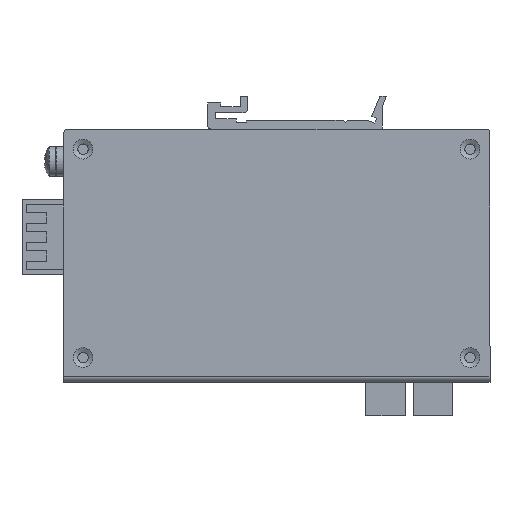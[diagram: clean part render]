
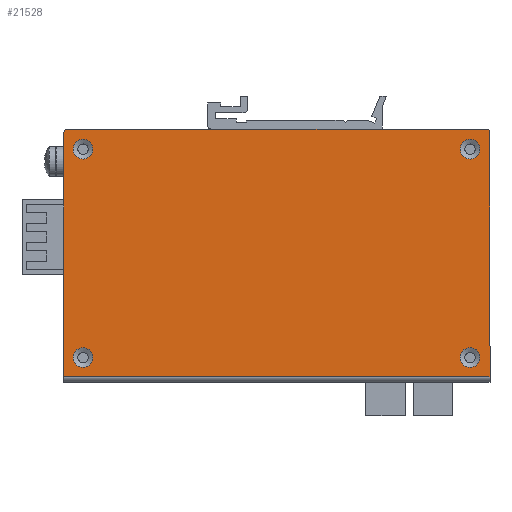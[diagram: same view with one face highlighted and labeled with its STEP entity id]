
A CAD part, left-side view. The second image highlights one B-rep face of the part: STEP entity #21528.
In plain terms, the highlighted planar face has unit normal (-1, 0, 0).
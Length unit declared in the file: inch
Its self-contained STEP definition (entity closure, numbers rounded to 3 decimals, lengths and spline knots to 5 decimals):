
#1049 = FACE_BOUND ( 'NONE', #34145, .T. ) ;
#1402 = EDGE_LOOP ( 'NONE', ( #4735 ) ) ;
#2555 = DIRECTION ( 'NONE',  ( 0., -1., 0. ) ) ;
#2628 = CIRCLE ( 'NONE', #42470, 0.10433 ) ;
#2761 = EDGE_CURVE ( 'NONE', #52079, #52079, #6587, .T. ) ;
#2894 = CARTESIAN_POINT ( 'NONE',  ( 1.92232, -5.90932, 3.75885 ) ) ;
#3285 = EDGE_CURVE ( 'NONE', #51426, #51426, #47268, .T. ) ;
#3656 = DIRECTION ( 'NONE',  ( -1., 0., 0. ) ) ;
#3745 = DIRECTION ( 'NONE',  ( 0., -1., 0. ) ) ;
#4218 = AXIS2_PLACEMENT_3D ( 'NONE', #28646, #3656, #44480 ) ;
#4481 = ORIENTED_EDGE ( 'NONE', *, *, #31279, .T. ) ;
#4623 = LINE ( 'NONE', #49068, #42302 ) ;
#4704 = DIRECTION ( 'NONE',  ( 0., 0., 1. ) ) ;
#4735 = ORIENTED_EDGE ( 'NONE', *, *, #3285, .T. ) ;
#6153 = CARTESIAN_POINT ( 'NONE',  ( 1.92232, -1.59436, 4.01869 ) ) ;
#6436 = ORIENTED_EDGE ( 'NONE', *, *, #29459, .F. ) ;
#6571 = CARTESIAN_POINT ( 'NONE',  ( 1.92232, -1.3916, 6.39664 ) ) ;
#6587 = CIRCLE ( 'NONE', #35368, 0.10433 ) ;
#7340 = CIRCLE ( 'NONE', #22401, 0.03937 ) ;
#8325 = ORIENTED_EDGE ( 'NONE', *, *, #45591, .T. ) ;
#8787 = FACE_BOUND ( 'NONE', #17557, .T. ) ;
#10253 = CARTESIAN_POINT ( 'NONE',  ( 1.92232, -1.59436, 3.91436 ) ) ;
#10403 = ORIENTED_EDGE ( 'NONE', *, *, #15262, .F. ) ;
#10654 = DIRECTION ( 'NONE',  ( 0., 0., -1. ) ) ;
#12121 = EDGE_LOOP ( 'NONE', ( #49725 ) ) ;
#12632 = CIRCLE ( 'NONE', #4218, 0.03937 ) ;
#15219 = CARTESIAN_POINT ( 'NONE',  ( 1.92232, -3.64554, 6.43601 ) ) ;
#15262 = EDGE_CURVE ( 'NONE', #52959, #19090, #7340, .T. ) ;
#15798 = AXIS2_PLACEMENT_3D ( 'NONE', #27457, #32030, #52500 ) ;
#16831 = ORIENTED_EDGE ( 'NONE', *, *, #49880, .T. ) ;
#17176 = CARTESIAN_POINT ( 'NONE',  ( 1.92232, -5.68884, 6.22341 ) ) ;
#17557 = EDGE_LOOP ( 'NONE', ( #16831 ) ) ;
#17760 = VECTOR ( 'NONE', #53592, 39.37008 ) ;
#17981 = DIRECTION ( 'NONE',  ( 1., 0., 0. ) ) ;
#19090 = VERTEX_POINT ( 'NONE', #31524 ) ;
#20792 = VECTOR ( 'NONE', #4704, 39.37008 ) ;
#21528 = ADVANCED_FACE ( 'NONE', ( #53553, #8787, #50331, #23794, #1049 ), #47987, .T. ) ;
#22159 = LINE ( 'NONE', #29516, #20792 ) ;
#22401 = AXIS2_PLACEMENT_3D ( 'NONE', #45800, #32988, #49978 ) ;
#23649 = CARTESIAN_POINT ( 'NONE',  ( 1.92232, -1.59436, 6.22341 ) ) ;
#23794 = FACE_BOUND ( 'NONE', #12121, .T. ) ;
#26843 = AXIS2_PLACEMENT_3D ( 'NONE', #2894, #48733, #10654 ) ;
#27123 = CARTESIAN_POINT ( 'NONE',  ( 1.92232, -5.8601, 6.43601 ) ) ;
#27457 = CARTESIAN_POINT ( 'NONE',  ( 1.92232, -5.68884, 4.01869 ) ) ;
#27855 = CARTESIAN_POINT ( 'NONE',  ( 1.92232, -1.59436, 6.11908 ) ) ;
#28229 = CARTESIAN_POINT ( 'NONE',  ( 1.92232, -5.89947, 5.12696 ) ) ;
#28646 = CARTESIAN_POINT ( 'NONE',  ( 1.92232, -5.8601, 6.39664 ) ) ;
#29459 = EDGE_CURVE ( 'NONE', #19090, #43197, #34496, .T. ) ;
#29516 = CARTESIAN_POINT ( 'NONE',  ( 1.92232, -1.3916, 5.12696 ) ) ;
#31279 = EDGE_CURVE ( 'NONE', #51578, #43197, #12632, .T. ) ;
#31524 = CARTESIAN_POINT ( 'NONE',  ( 1.92232, -1.43097, 6.43601 ) ) ;
#31971 = DIRECTION ( 'NONE',  ( 1., 0., 0. ) ) ;
#32030 = DIRECTION ( 'NONE',  ( 1., 0., 0. ) ) ;
#32518 = VECTOR ( 'NONE', #2555, 39.37008 ) ;
#32880 = DIRECTION ( 'NONE',  ( 0., 0., -1. ) ) ;
#32988 = DIRECTION ( 'NONE',  ( 1., 0., 0. ) ) ;
#34145 = EDGE_LOOP ( 'NONE', ( #8325 ) ) ;
#34291 = ORIENTED_EDGE ( 'NONE', *, *, #35699, .T. ) ;
#34496 = LINE ( 'NONE', #15219, #32518 ) ;
#34908 = EDGE_CURVE ( 'NONE', #52188, #51578, #43075, .T. ) ;
#35368 = AXIS2_PLACEMENT_3D ( 'NONE', #6153, #17981, #43213 ) ;
#35699 = EDGE_CURVE ( 'NONE', #50259, #52188, #4623, .T. ) ;
#37868 = ORIENTED_EDGE ( 'NONE', *, *, #44255, .F. ) ;
#40094 = AXIS2_PLACEMENT_3D ( 'NONE', #23649, #31971, #32880 ) ;
#41522 = DIRECTION ( 'NONE',  ( 1., 0., 0. ) ) ;
#41699 = DIRECTION ( 'NONE',  ( 0., 1., 0. ) ) ;
#42302 = VECTOR ( 'NONE', #3745, 39.37008 ) ;
#42338 = EDGE_LOOP ( 'NONE', ( #43299, #4481, #6436, #10403, #37868, #34291 ) ) ;
#42470 = AXIS2_PLACEMENT_3D ( 'NONE', #17176, #41522, #41699 ) ;
#42936 = CIRCLE ( 'NONE', #40094, 0.10433 ) ;
#43075 = LINE ( 'NONE', #28229, #17760 ) ;
#43197 = VERTEX_POINT ( 'NONE', #27123 ) ;
#43213 = DIRECTION ( 'NONE',  ( 0., 0., -1. ) ) ;
#43299 = ORIENTED_EDGE ( 'NONE', *, *, #34908, .T. ) ;
#44244 = VERTEX_POINT ( 'NONE', #27855 ) ;
#44255 = EDGE_CURVE ( 'NONE', #50259, #52959, #22159, .T. ) ;
#44480 = DIRECTION ( 'NONE',  ( 0., 0., 1. ) ) ;
#45591 = EDGE_CURVE ( 'NONE', #44244, #44244, #42936, .T. ) ;
#45800 = CARTESIAN_POINT ( 'NONE',  ( 1.92232, -1.43097, 6.39664 ) ) ;
#47268 = CIRCLE ( 'NONE', #15798, 0.10433 ) ;
#47987 = PLANE ( 'NONE',  #26843 ) ;
#48608 = CARTESIAN_POINT ( 'NONE',  ( 1.92232, -5.89947, 3.8179 ) ) ;
#48733 = DIRECTION ( 'NONE',  ( -1., 0., 0. ) ) ;
#49068 = CARTESIAN_POINT ( 'NONE',  ( 1.92232, -5.90932, 3.8179 ) ) ;
#49400 = VERTEX_POINT ( 'NONE', #53398 ) ;
#49725 = ORIENTED_EDGE ( 'NONE', *, *, #2761, .T. ) ;
#49880 = EDGE_CURVE ( 'NONE', #49400, #49400, #2628, .T. ) ;
#49978 = DIRECTION ( 'NONE',  ( 0., 0., 1. ) ) ;
#50259 = VERTEX_POINT ( 'NONE', #52684 ) ;
#50331 = FACE_BOUND ( 'NONE', #1402, .T. ) ;
#50884 = CARTESIAN_POINT ( 'NONE',  ( 1.92232, -5.68884, 3.91436 ) ) ;
#51426 = VERTEX_POINT ( 'NONE', #50884 ) ;
#51578 = VERTEX_POINT ( 'NONE', #53717 ) ;
#52079 = VERTEX_POINT ( 'NONE', #10253 ) ;
#52188 = VERTEX_POINT ( 'NONE', #48608 ) ;
#52500 = DIRECTION ( 'NONE',  ( 0., 0., -1. ) ) ;
#52684 = CARTESIAN_POINT ( 'NONE',  ( 1.92232, -1.3916, 3.8179 ) ) ;
#52959 = VERTEX_POINT ( 'NONE', #6571 ) ;
#53398 = CARTESIAN_POINT ( 'NONE',  ( 1.92232, -5.58451, 6.22341 ) ) ;
#53553 = FACE_OUTER_BOUND ( 'NONE', #42338, .T. ) ;
#53592 = DIRECTION ( 'NONE',  ( 0., 0., 1. ) ) ;
#53717 = CARTESIAN_POINT ( 'NONE',  ( 1.92232, -5.89947, 6.39664 ) ) ;
